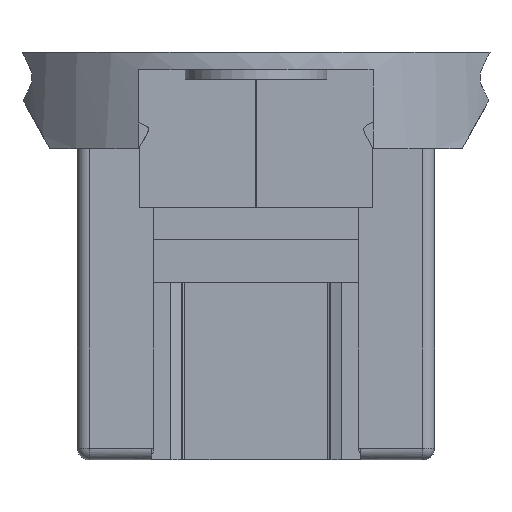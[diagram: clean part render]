
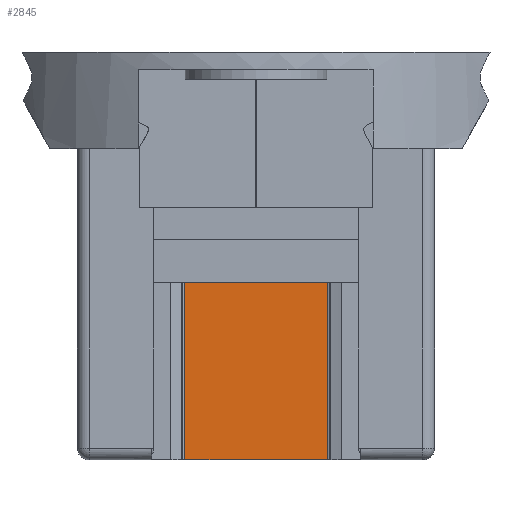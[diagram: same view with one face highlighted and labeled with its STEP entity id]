
A CAD part, left-side view. The second image highlights one B-rep face of the part: STEP entity #2845.
In plain terms, the highlighted planar face has unit normal (-1, 0, 0).
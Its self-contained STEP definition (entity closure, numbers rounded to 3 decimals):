
#280=FACE_OUTER_BOUND('',#441,.T.);
#441=EDGE_LOOP('',(#2474,#2475,#2476,#2477));
#771=LINE('',#4749,#1079);
#772=LINE('',#4753,#1080);
#773=LINE('',#4755,#1081);
#774=LINE('',#4756,#1082);
#1079=VECTOR('',#3781,10.);
#1080=VECTOR('',#3786,10.);
#1081=VECTOR('',#3787,10.);
#1082=VECTOR('',#3788,10.);
#1352=VERTEX_POINT('',#4746);
#1353=VERTEX_POINT('',#4748);
#1354=VERTEX_POINT('',#4752);
#1355=VERTEX_POINT('',#4754);
#1739=EDGE_CURVE('',#1352,#1353,#771,.T.);
#1741=EDGE_CURVE('',#1354,#1352,#772,.T.);
#1742=EDGE_CURVE('',#1354,#1355,#773,.T.);
#1743=EDGE_CURVE('',#1355,#1353,#774,.T.);
#2474=ORIENTED_EDGE('',*,*,#1741,.F.);
#2475=ORIENTED_EDGE('',*,*,#1742,.T.);
#2476=ORIENTED_EDGE('',*,*,#1743,.T.);
#2477=ORIENTED_EDGE('',*,*,#1739,.F.);
#2713=PLANE('',#3075);
#2845=ADVANCED_FACE('',(#280),#2713,.F.);
#3075=AXIS2_PLACEMENT_3D('',#4751,#3784,#3785);
#3781=DIRECTION('',(0.,0.,1.));
#3784=DIRECTION('center_axis',(1.,0.,0.));
#3785=DIRECTION('ref_axis',(0.,1.,0.));
#3786=DIRECTION('',(0.,1.,0.));
#3787=DIRECTION('',(0.,0.,1.));
#3788=DIRECTION('',(0.,1.,0.));
#4746=CARTESIAN_POINT('',(20.177,6.079,-34.85));
#4748=CARTESIAN_POINT('',(20.177,6.079,-19.65));
#4749=CARTESIAN_POINT('',(20.177,6.079,-34.85));
#4751=CARTESIAN_POINT('Origin',(20.177,-6.121,-34.85));
#4752=CARTESIAN_POINT('',(20.177,-6.121,-34.85));
#4753=CARTESIAN_POINT('',(20.177,-3.06,-34.85));
#4754=CARTESIAN_POINT('',(20.177,-6.121,-19.65));
#4755=CARTESIAN_POINT('',(20.177,-6.121,-34.85));
#4756=CARTESIAN_POINT('',(20.177,-6.121,-19.65));
